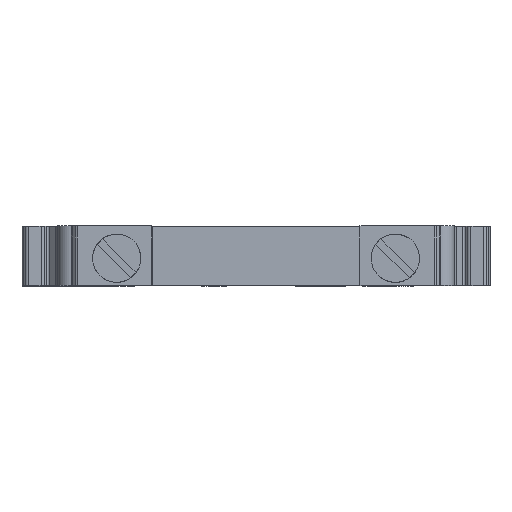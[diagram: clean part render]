
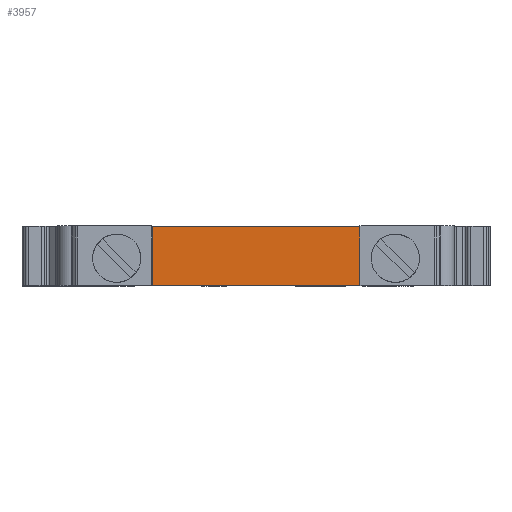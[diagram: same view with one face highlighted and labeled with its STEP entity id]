
A CAD part, top view. The second image highlights one B-rep face of the part: STEP entity #3957.
In plain terms, the highlighted planar face has unit normal (0, 0, 1).
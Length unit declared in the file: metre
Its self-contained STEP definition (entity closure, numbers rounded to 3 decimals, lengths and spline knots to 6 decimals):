
#112=FACE_OUTER_BOUND('',#318,.T.);
#318=EDGE_LOOP('',(#2687,#2688,#2689,#2690));
#720=LINE('',#5815,#1140);
#791=LINE('',#6080,#1211);
#792=LINE('',#6082,#1212);
#793=LINE('',#6083,#1213);
#1140=VECTOR('',#4643,0.028);
#1211=VECTOR('',#4842,0.008);
#1212=VECTOR('',#4843,0.028);
#1213=VECTOR('',#4844,0.008);
#1566=VERTEX_POINT('',#5812);
#1567=VERTEX_POINT('',#5814);
#1697=VERTEX_POINT('',#6079);
#1698=VERTEX_POINT('',#6081);
#1955=EDGE_CURVE('',#1567,#1566,#720,.T.);
#2089=EDGE_CURVE('',#1697,#1566,#791,.T.);
#2090=EDGE_CURVE('',#1698,#1697,#792,.T.);
#2091=EDGE_CURVE('',#1698,#1567,#793,.T.);
#2687=ORIENTED_EDGE('',*,*,#2089,.F.);
#2688=ORIENTED_EDGE('',*,*,#2090,.F.);
#2689=ORIENTED_EDGE('',*,*,#2091,.T.);
#2690=ORIENTED_EDGE('',*,*,#1955,.T.);
#3620=PLANE('',#4245);
#3957=ADVANCED_FACE('',(#112),#3620,.F.);
#4245=AXIS2_PLACEMENT_3D('',#6078,#4840,#4841);
#4643=DIRECTION('',(1.,0.,0.));
#4840=DIRECTION('center_axis',(0.,0.,-1.));
#4841=DIRECTION('ref_axis',(-1.,0.,0.));
#4842=DIRECTION('',(0.,-1.,0.));
#4843=DIRECTION('',(1.,0.,0.));
#4844=DIRECTION('',(0.,-1.,0.));
#5812=CARTESIAN_POINT('',(-0.00335,0.,0.037201));
#5814=CARTESIAN_POINT('',(-0.03135,0.,0.037201));
#5815=CARTESIAN_POINT('',(-0.03135,0.,0.037201));
#6078=CARTESIAN_POINT('Origin',(-0.03135,0.008,0.037201));
#6079=CARTESIAN_POINT('',(-0.00335,0.008,0.037201));
#6080=CARTESIAN_POINT('',(-0.00335,0.008,0.037201));
#6081=CARTESIAN_POINT('',(-0.03135,0.008,0.037201));
#6082=CARTESIAN_POINT('',(-0.03135,0.008,0.037201));
#6083=CARTESIAN_POINT('',(-0.03135,0.008,0.037201));
